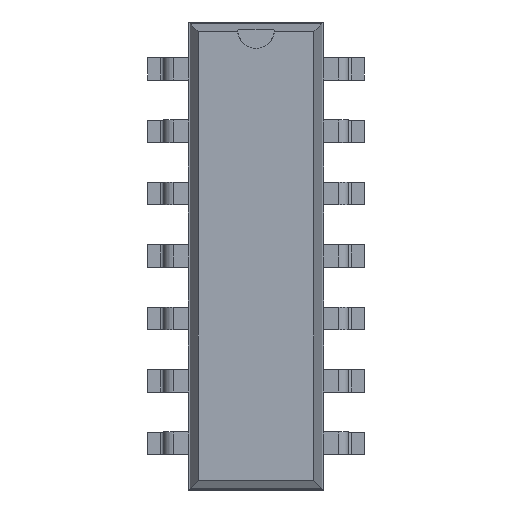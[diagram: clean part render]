
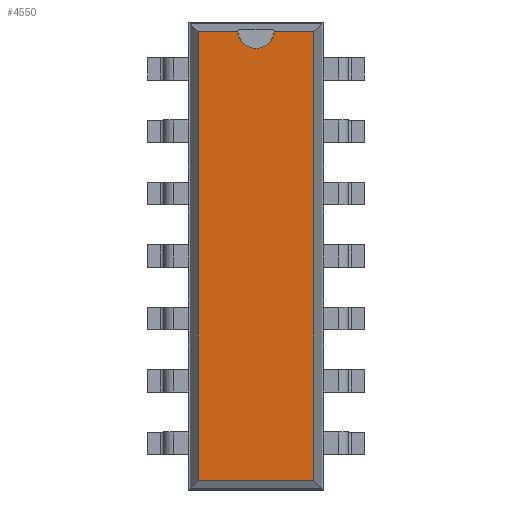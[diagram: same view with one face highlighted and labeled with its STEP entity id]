
A CAD part, top view. The second image highlights one B-rep face of the part: STEP entity #4550.
In plain terms, the highlighted planar face has unit normal (0, 0, 1).
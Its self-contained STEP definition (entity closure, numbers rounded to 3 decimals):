
#26=VECTOR('',#27,1.);
#27=DIRECTION('',(0.,1.,0.));
#33=VECTOR('',#34,1.);
#34=DIRECTION('',(-1.,0.,0.));
#40=VECTOR('',#41,1.);
#41=DIRECTION('',(0.,-1.,0.));
#45=VECTOR('',#46,1.);
#46=DIRECTION('',(1.,0.,0.));
#49=DIRECTION('',(0.,0.,-1.));
#958=DIRECTION('',(0.,0.,-1.));
#3067=VERTEX_POINT('',#3068);
#3068=CARTESIAN_POINT('',(2.351,9.126,3.68));
#3070=ORIENTED_EDGE('',*,*,#3071,.F.);
#3071=EDGE_CURVE('',#3072,#3067,#3074,.T.);
#3072=VERTEX_POINT('',#3073);
#3073=CARTESIAN_POINT('',(2.351,-9.126,3.68));
#3074=LINE('',#3073,#26);
#3783=VERTEX_POINT('',#3784);
#3784=CARTESIAN_POINT('',(-2.351,9.126,3.68));
#3786=ORIENTED_EDGE('',*,*,#3787,.F.);
#3787=EDGE_CURVE('',#3788,#3783,#3790,.T.);
#3788=VERTEX_POINT('',#3789);
#3789=CARTESIAN_POINT('',(-0.746,9.126,3.68));
#3790=LINE('',#3068,#33);
#3809=VERTEX_POINT('',#3810);
#3810=CARTESIAN_POINT('',(0.746,9.126,3.68));
#3816=ORIENTED_EDGE('',*,*,#3817,.F.);
#3817=EDGE_CURVE('',#3067,#3809,#3790,.T.);
#3846=VERTEX_POINT('',#3847);
#3847=CARTESIAN_POINT('',(-2.351,-9.126,3.68));
#3849=ORIENTED_EDGE('',*,*,#3850,.F.);
#3850=EDGE_CURVE('',#3783,#3846,#3851,.T.);
#3851=LINE('',#3784,#40);
#4545=ORIENTED_EDGE('',*,*,#4546,.F.);
#4546=EDGE_CURVE('',#3846,#3072,#4547,.T.);
#4547=LINE('',#3847,#45);
#4550=ADVANCED_FACE('',(#4551),#4562,.F.);
#4551=FACE_BOUND('',#4552,.F.);
#4552=EDGE_LOOP('',(#3070,#4545,#3849,#3786,#4553,#4560,#3816));
#4553=ORIENTED_EDGE('',*,*,#4554,.F.);
#4554=EDGE_CURVE('',#4555,#3788,#4557,.T.);
#4555=VERTEX_POINT('',#4556);
#4556=CARTESIAN_POINT('',(0.,8.451,3.68));
#4557=CIRCLE('',#4558,0.75);
#4558=AXIS2_PLACEMENT_3D('',#4559,#958,#41);
#4559=CARTESIAN_POINT('',(0.,9.201,3.68));
#4560=ORIENTED_EDGE('',*,*,#4561,.F.);
#4561=EDGE_CURVE('',#3809,#4555,#4557,.T.);
#4562=PLANE('',#4563);
#4563=AXIS2_PLACEMENT_3D('',#3073,#49,#4564);
#4564=DIRECTION('',(-0.249,0.968,0.));
